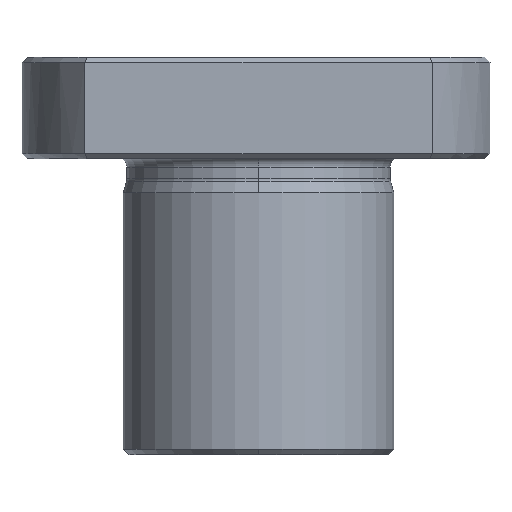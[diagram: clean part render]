
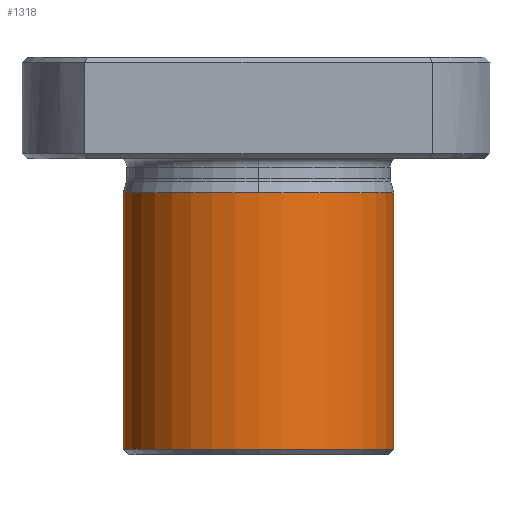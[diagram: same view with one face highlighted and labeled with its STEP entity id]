
A CAD part, front view. The second image highlights one B-rep face of the part: STEP entity #1318.
In plain terms, the highlighted cylindrical face has radius 8 mm (diameter 16 mm), a partial arc.
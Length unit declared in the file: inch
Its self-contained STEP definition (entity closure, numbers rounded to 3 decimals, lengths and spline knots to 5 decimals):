
#175 = CARTESIAN_POINT ( 'NONE',  ( 0.31496, 0., -0.07874 ) ) ;
#194 = DIRECTION ( 'NONE',  ( 1., 0., 0. ) ) ;
#253 = DIRECTION ( 'NONE',  ( -1., 0., 0. ) ) ;
#281 = CARTESIAN_POINT ( 'NONE',  ( 0., 0., -0.67717 ) ) ;
#341 = DIRECTION ( 'NONE',  ( 0., 0., 1. ) ) ;
#357 = CARTESIAN_POINT ( 'NONE',  ( 0.31496, 0., -0.67717 ) ) ;
#405 = CARTESIAN_POINT ( 'NONE',  ( -0.31496, 0., -0.67717 ) ) ;
#434 = CARTESIAN_POINT ( 'NONE',  ( 0., -0.31496, -0.67717 ) ) ;
#520 = DIRECTION ( 'NONE',  ( 0., -1., 0. ) ) ;
#561 = EDGE_CURVE ( 'NONE', #941, #1545, #938, .T. ) ;
#575 = DIRECTION ( 'NONE',  ( 0., 0., -1. ) ) ;
#600 = CIRCLE ( 'NONE', #1110, 0.31496 ) ;
#620 = AXIS2_PLACEMENT_3D ( 'NONE', #1184, #1712, #520 ) ;
#656 = DIRECTION ( 'NONE',  ( 0., 0., 1. ) ) ;
#730 = EDGE_CURVE ( 'NONE', #903, #1301, #796, .T. ) ;
#731 = CIRCLE ( 'NONE', #1614, 0.31496 ) ;
#749 = CARTESIAN_POINT ( 'NONE',  ( 0., -0.31496, -0.07874 ) ) ;
#755 = EDGE_CURVE ( 'NONE', #934, #1301, #936, .T. ) ;
#784 = CARTESIAN_POINT ( 'NONE',  ( 0.31496, 0., -0.67717 ) ) ;
#796 = CIRCLE ( 'NONE', #620, 0.31496 ) ;
#819 = DIRECTION ( 'NONE',  ( 1., 0., 0. ) ) ;
#822 = VECTOR ( 'NONE', #656, 39.37008 ) ;
#880 = CARTESIAN_POINT ( 'NONE',  ( -0.31496, 0., -0.67717 ) ) ;
#884 = LINE ( 'NONE', #357, #1199 ) ;
#894 = VERTEX_POINT ( 'NONE', #175 ) ;
#903 = VERTEX_POINT ( 'NONE', #749 ) ;
#904 = ORIENTED_EDGE ( 'NONE', *, *, #1116, .T. ) ;
#934 = VERTEX_POINT ( 'NONE', #880 ) ;
#936 = LINE ( 'NONE', #405, #822 ) ;
#938 = CIRCLE ( 'NONE', #967, 0.31496 ) ;
#941 = VERTEX_POINT ( 'NONE', #434 ) ;
#944 = CYLINDRICAL_SURFACE ( 'NONE', #1474, 0.31496 ) ;
#967 = AXIS2_PLACEMENT_3D ( 'NONE', #281, #1109, #1082 ) ;
#980 = FACE_OUTER_BOUND ( 'NONE', #1543, .T. ) ;
#996 = DIRECTION ( 'NONE',  ( 0., 0., -1. ) ) ;
#1050 = ORIENTED_EDGE ( 'NONE', *, *, #755, .F. ) ;
#1082 = DIRECTION ( 'NONE',  ( -1., 0., 0. ) ) ;
#1109 = DIRECTION ( 'NONE',  ( 0., 0., 1. ) ) ;
#1110 = AXIS2_PLACEMENT_3D ( 'NONE', #1519, #341, #253 ) ;
#1116 = EDGE_CURVE ( 'NONE', #1545, #894, #884, .T. ) ;
#1154 = ORIENTED_EDGE ( 'NONE', *, *, #730, .T. ) ;
#1184 = CARTESIAN_POINT ( 'NONE',  ( 0., 0., -0.07874 ) ) ;
#1197 = ORIENTED_EDGE ( 'NONE', *, *, #561, .T. ) ;
#1199 = VECTOR ( 'NONE', #1384, 39.37008 ) ;
#1293 = ORIENTED_EDGE ( 'NONE', *, *, #1537, .T. ) ;
#1301 = VERTEX_POINT ( 'NONE', #1328 ) ;
#1318 = ADVANCED_FACE ( 'NONE', ( #980 ), #944, .T. ) ;
#1328 = CARTESIAN_POINT ( 'NONE',  ( -0.31496, 0., -0.07874 ) ) ;
#1384 = DIRECTION ( 'NONE',  ( 0., 0., 1. ) ) ;
#1466 = CARTESIAN_POINT ( 'NONE',  ( 0., 0., 0.28248 ) ) ;
#1470 = EDGE_CURVE ( 'NONE', #894, #903, #731, .T. ) ;
#1474 = AXIS2_PLACEMENT_3D ( 'NONE', #1466, #575, #819 ) ;
#1519 = CARTESIAN_POINT ( 'NONE',  ( 0., 0., -0.67717 ) ) ;
#1528 = CARTESIAN_POINT ( 'NONE',  ( 0., 0., -0.07874 ) ) ;
#1537 = EDGE_CURVE ( 'NONE', #934, #941, #600, .T. ) ;
#1543 = EDGE_LOOP ( 'NONE', ( #1050, #1293, #1197, #904, #1602, #1154 ) ) ;
#1545 = VERTEX_POINT ( 'NONE', #784 ) ;
#1602 = ORIENTED_EDGE ( 'NONE', *, *, #1470, .T. ) ;
#1614 = AXIS2_PLACEMENT_3D ( 'NONE', #1528, #996, #194 ) ;
#1712 = DIRECTION ( 'NONE',  ( 0., 0., -1. ) ) ;
